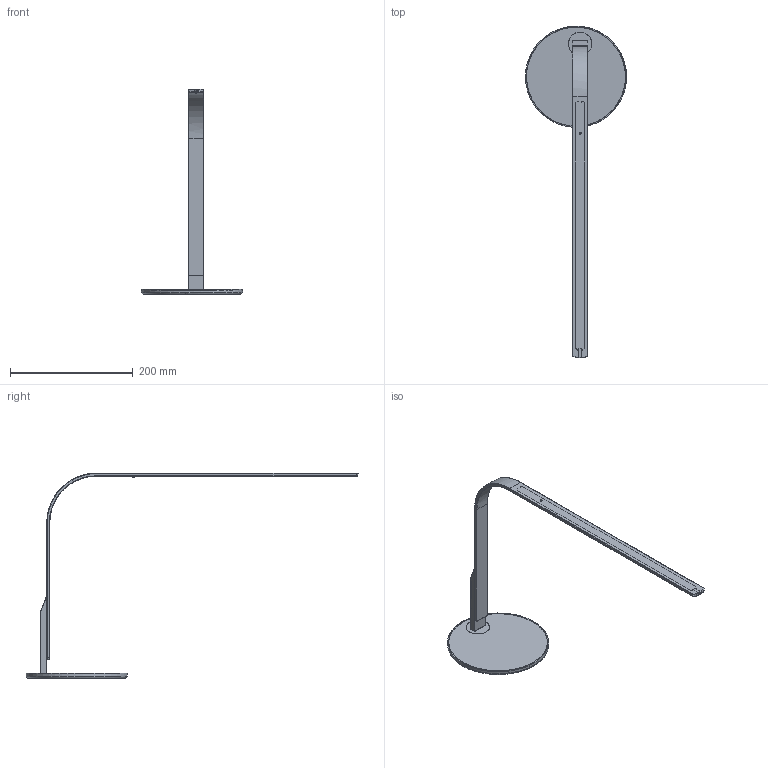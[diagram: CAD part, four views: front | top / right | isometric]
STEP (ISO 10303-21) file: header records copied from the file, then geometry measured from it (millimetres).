
FILE_DESCRIPTION(/* description */ (''),/* implementation_level */ '2;1');
FILE_NAME(/* name */ 'LIM360~1',/* time_stamp */ '2018-01-11T11:07:54-08:00',/* author */ (''),/* organization */ (''),/* preprocessor_version */ 'ST-DEVELOPER v15',/* originating_system */ '',/* authorisation */ '');
FILE_SCHEMA (('CONFIG_CONTROL_DESIGN'));
Length unit declared in the file: millimetre
Products named in the file (1): Document
Bounding box: 165.1 x 542.01 x 335.59 mm (x, y, z)
Surface area: 154277.4 mm2 (no closed solid volume)
Topology: 0 solids, 24 shells, 170 faces, 810 edges, 652 vertices
Faces by surface type: bspline 101, plane 69
Entity records: 11204 total; most frequent: CARTESIAN_POINT 7141, ORIENTED_EDGE 1081, EDGE_CURVE 808, VERTEX_POINT 652, B_SPLINE_CURVE_WITH_KNOTS 567, EDGE_LOOP 215, ADVANCED_FACE 170, FACE_OUTER_BOUND 170
